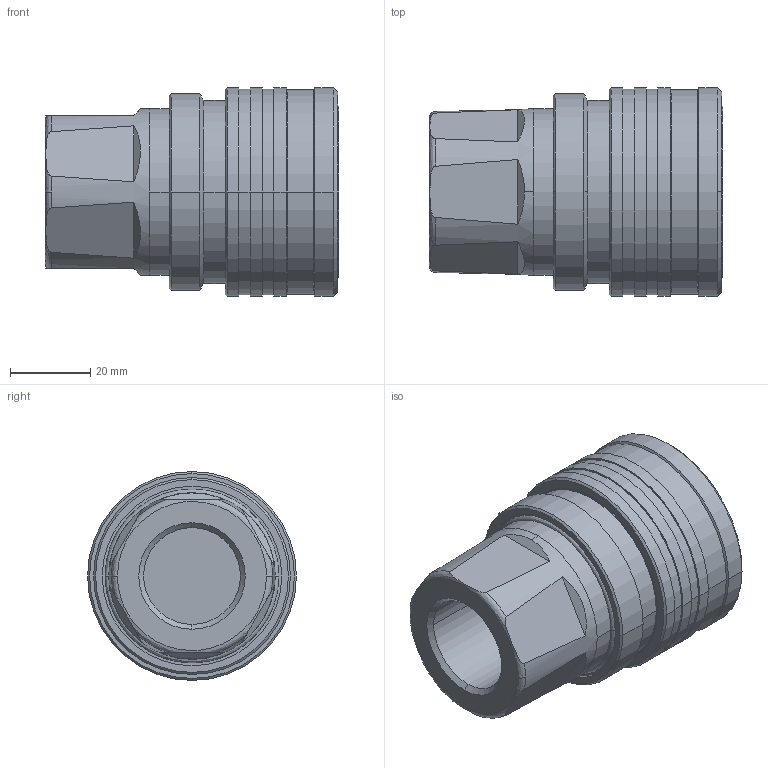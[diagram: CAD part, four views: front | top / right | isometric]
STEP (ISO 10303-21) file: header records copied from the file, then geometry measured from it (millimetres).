
FILE_DESCRIPTION (( 'STEP AP214' ), '1' );
FILE_NAME ('7511 RV.STEP', '2015-09-03T14:49:04', ( 'admin' ), ( 'Microsoft' ), 'SwSTEP 2.0', 'SolidWorks 2009', '' );
FILE_SCHEMA (( 'AUTOMOTIVE_DESIGN' ));
Length unit declared in the file: millimetre
Products named in the file (1): 7511 RV
Bounding box: 73 x 52 x 52 mm (x, y, z)
Volume: 88156.5 mm3; surface area: 21711 mm2
Topology: 1 solids, 1 shells, 136 faces, 324 edges, 210 vertices
Faces by surface type: cylinder 44, cone 36, plane 34, bspline 22
Entity records: 5324 total; most frequent: CARTESIAN_POINT 1337, DIRECTION 712, ORIENTED_EDGE 648, EDGE_CURVE 324, AXIS2_PLACEMENT_3D 313, VERTEX_POINT 210, CIRCLE 198, EDGE_LOOP 156
